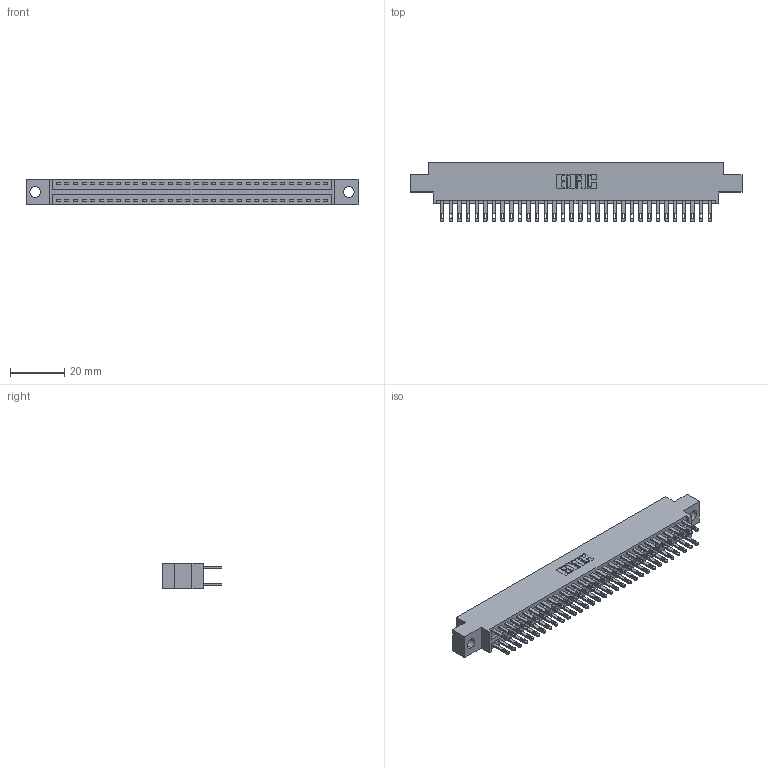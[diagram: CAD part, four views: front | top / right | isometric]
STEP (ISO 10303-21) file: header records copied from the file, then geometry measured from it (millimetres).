
FILE_DESCRIPTION (( 'STEP AP203' ), '1' );
FILE_NAME ('346-064-500-804.STEP', '2022-05-24T14:46:32', ( '' ), ( '' ), 'SwSTEP 2.0', 'SolidWorks 2020', '' );
FILE_SCHEMA (( 'CONFIG_CONTROL_DESIGN' ));
Length unit declared in the file: inch
Products named in the file (3): 345-292-001_345-293-100; 346 Part_0.170 Offset - 0.156 Dia-TH; 346-064-500-804
Assembly tree (65 placements, depth 2):
  346-064-500-804
    346 Part_0.170 Offset - 0.156 Dia-TH
    345-292-001_345-293-100  x64
Bounding box: 122.17 x 21.84 x 9.4 mm (x, y, z)
Volume: 11770.8 mm3; surface area: 16720 mm2
Topology: 65 solids, 65 shells, 3212 faces, 9785 edges, 6522 vertices
Faces by surface type: plane 1950, cylinder 1262
Entity records: 22711 total; most frequent: CARTESIAN_POINT 3762, ORIENTED_EDGE 3694, DIRECTION 3367, EDGE_CURVE 1847, VECTOR 1583, LINE 1583, VERTEX_POINT 1230, AXIS2_PLACEMENT_3D 892
